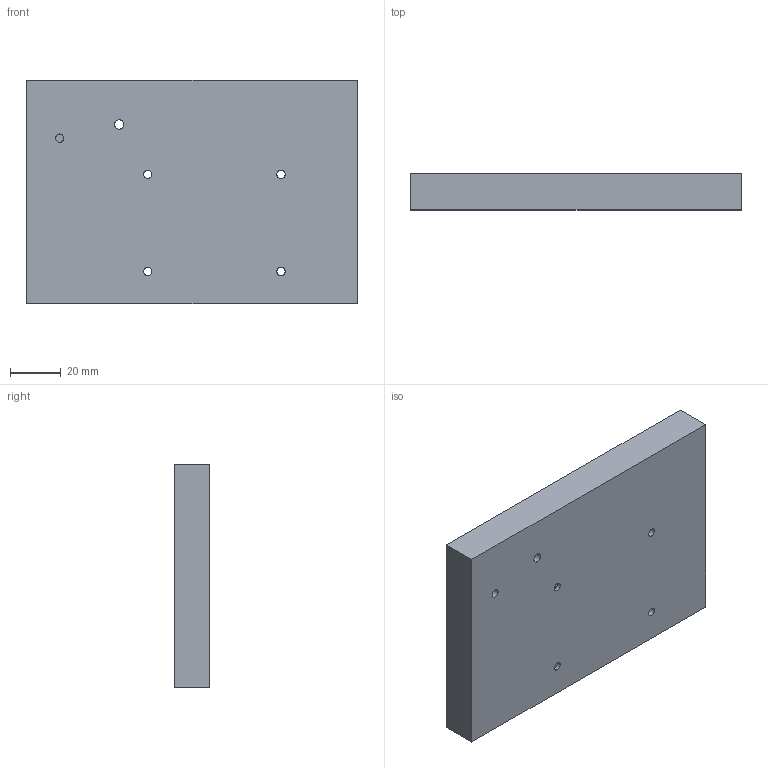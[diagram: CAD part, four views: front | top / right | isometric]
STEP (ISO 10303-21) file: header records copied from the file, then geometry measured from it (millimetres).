
FILE_DESCRIPTION(/* description */ (''),/* implementation_level */ '2;1');
FILE_NAME(/* name */ 'Plate Jigsaw Piece.step',/* time_stamp */ '2024-06-17T18:35:36-04:00',/* author */ (''),/* organization */ (''),/* preprocessor_version */ 'ST-DEVELOPER v20',/* originating_system */ 'Autodesk Translation Framework v12.20.1.177',/* authorisation */ '');
FILE_SCHEMA (('AUTOMOTIVE_DESIGN { 1 0 10303 214 3 1 1 }'));
Length unit declared in the file: millimetre
Products named in the file (1): Plate Jigsaw Piece
Bounding box: 130 x 14.1 x 87.9 mm (x, y, z)
Volume: 122556.2 mm3; surface area: 32497.9 mm2
Topology: 1 solids, 1 shells, 37 faces, 90 edges, 60 vertices
Faces by surface type: plane 27, cylinder 10
Full cylindrical faces by diameter (mm): 3.3 x5, 3.7 x1, 12 x4
Entity records: 1144 total; most frequent: CARTESIAN_POINT 188, DIRECTION 186, ORIENTED_EDGE 180, EDGE_CURVE 90, LINE 70, VECTOR 70, VERTEX_POINT 60, AXIS2_PLACEMENT_3D 58
